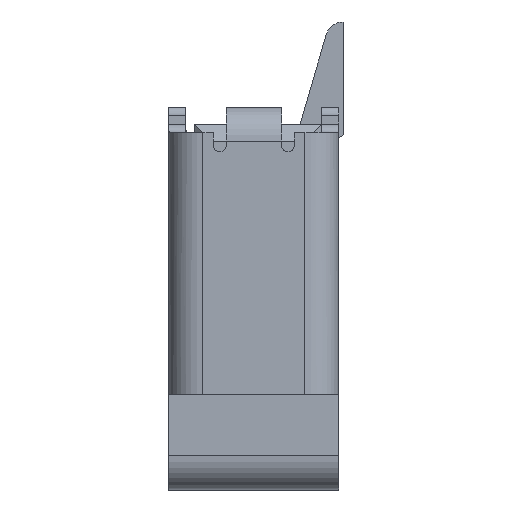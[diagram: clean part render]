
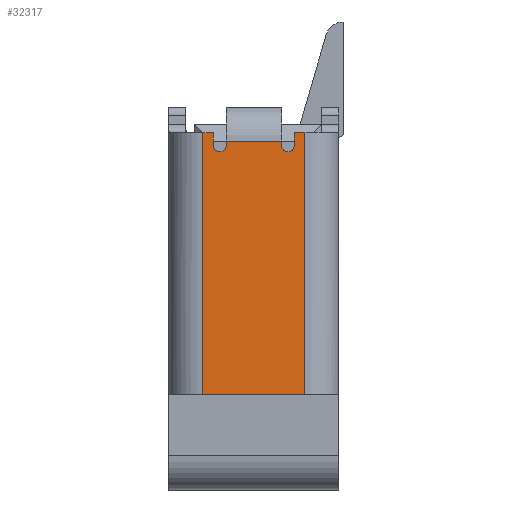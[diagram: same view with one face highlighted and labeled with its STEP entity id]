
A CAD part, left-side view. The second image highlights one B-rep face of the part: STEP entity #32317.
In plain terms, the highlighted planar face has unit normal (-1, 0, 0).
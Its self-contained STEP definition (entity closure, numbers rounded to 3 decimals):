
#847 = VECTOR ( 'NONE', #51258, 1000. ) ;
#984 = CARTESIAN_POINT ( 'NONE',  ( -14.675, 0.525, 0. ) ) ;
#1863 = ORIENTED_EDGE ( 'NONE', *, *, #25734, .F. ) ;
#1893 = CIRCLE ( 'NONE', #73112, 0.075 ) ;
#2103 = CARTESIAN_POINT ( 'NONE',  ( -14.675, 0.675, 1.85 ) ) ;
#3903 = VERTEX_POINT ( 'NONE', #111549 ) ;
#4040 = CARTESIAN_POINT ( 'NONE',  ( -14.675, 1.475, 1.8 ) ) ;
#4153 = EDGE_LOOP ( 'NONE', ( #83722, #52978, #53084, #74899, #22371, #94588, #1863, #83649, #103314, #46305, #21659, #66218 ) ) ;
#4308 = CARTESIAN_POINT ( 'NONE',  ( -14.675, 0.675, 1.8 ) ) ;
#5872 = VECTOR ( 'NONE', #20354, 1000. ) ;
#6137 = CARTESIAN_POINT ( 'NONE',  ( -14.675, 0.4, 1.95 ) ) ;
#6804 = VECTOR ( 'NONE', #59852, 1000. ) ;
#8355 = VECTOR ( 'NONE', #48746, 1000. ) ;
#8784 = VECTOR ( 'NONE', #46435, 1000. ) ;
#12213 = DIRECTION ( 'NONE',  ( 0., 1., 0. ) ) ;
#12880 = DIRECTION ( 'NONE',  ( 0., 0., 1. ) ) ;
#13345 = CARTESIAN_POINT ( 'NONE',  ( -14.675, 1.6, 1.95 ) ) ;
#13555 = AXIS2_PLACEMENT_3D ( 'NONE', #32552, #69017, #67864 ) ;
#14908 = VERTEX_POINT ( 'NONE', #69943 ) ;
#15841 = VERTEX_POINT ( 'NONE', #110653 ) ;
#17665 = AXIS2_PLACEMENT_3D ( 'NONE', #65403, #91384, #12213 ) ;
#19431 = CARTESIAN_POINT ( 'NONE',  ( -14.675, 0., -1.13 ) ) ;
#20354 = DIRECTION ( 'NONE',  ( 0., 0., 1. ) ) ;
#21659 = ORIENTED_EDGE ( 'NONE', *, *, #95951, .T. ) ;
#22371 = ORIENTED_EDGE ( 'NONE', *, *, #79134, .F. ) ;
#24720 = PLANE ( 'NONE',  #13555 ) ;
#25221 = CARTESIAN_POINT ( 'NONE',  ( -14.675, 1.6, -1.13 ) ) ;
#25734 = EDGE_CURVE ( 'NONE', #15841, #78632, #39492, .T. ) ;
#26952 = DIRECTION ( 'NONE',  ( 0., 1., 0. ) ) ;
#28773 = CARTESIAN_POINT ( 'NONE',  ( -14.675, 0.525, 1.95 ) ) ;
#30755 = CARTESIAN_POINT ( 'NONE',  ( -14.675, 1.325, 0. ) ) ;
#32053 = CARTESIAN_POINT ( 'NONE',  ( -14.675, 0.6, 1.8 ) ) ;
#32317 = ADVANCED_FACE ( 'NONE', ( #59091 ), #24720, .F. ) ;
#32418 = DIRECTION ( 'NONE',  ( 0., 1., 0. ) ) ;
#32552 = CARTESIAN_POINT ( 'NONE',  ( -14.675, 0., 0. ) ) ;
#34136 = CIRCLE ( 'NONE', #17665, 0.075 ) ;
#39492 = LINE ( 'NONE', #75350, #58949 ) ;
#44474 = EDGE_CURVE ( 'NONE', #114190, #44482, #70883, .T. ) ;
#44482 = VERTEX_POINT ( 'NONE', #101801 ) ;
#45008 = EDGE_CURVE ( 'NONE', #114190, #113712, #88946, .T. ) ;
#45831 = EDGE_CURVE ( 'NONE', #53031, #59792, #115158, .T. ) ;
#46305 = ORIENTED_EDGE ( 'NONE', *, *, #45008, .T. ) ;
#46435 = DIRECTION ( 'NONE',  ( 0., 1., 0. ) ) ;
#46685 = DIRECTION ( 'NONE',  ( 0., -1., 0. ) ) ;
#47084 = CARTESIAN_POINT ( 'NONE',  ( -14.675, 0.675, 1.85 ) ) ;
#48746 = DIRECTION ( 'NONE',  ( 0., 0., 1. ) ) ;
#51258 = DIRECTION ( 'NONE',  ( 0., 1., 0. ) ) ;
#51901 = CARTESIAN_POINT ( 'NONE',  ( -14.675, 0., 1.95 ) ) ;
#52088 = EDGE_CURVE ( 'NONE', #114592, #104148, #110146, .T. ) ;
#52128 = LINE ( 'NONE', #6137, #103481 ) ;
#52978 = ORIENTED_EDGE ( 'NONE', *, *, #92165, .F. ) ;
#53031 = VERTEX_POINT ( 'NONE', #47084 ) ;
#53084 = ORIENTED_EDGE ( 'NONE', *, *, #45831, .F. ) ;
#53699 = VERTEX_POINT ( 'NONE', #74433 ) ;
#55957 = VECTOR ( 'NONE', #26952, 1000. ) ;
#58949 = VECTOR ( 'NONE', #84301, 1000. ) ;
#59091 = FACE_OUTER_BOUND ( 'NONE', #4153, .T. ) ;
#59792 = VERTEX_POINT ( 'NONE', #4308 ) ;
#59852 = DIRECTION ( 'NONE',  ( 0., 0., -1. ) ) ;
#63969 = VECTOR ( 'NONE', #46685, 1000. ) ;
#64810 = CARTESIAN_POINT ( 'NONE',  ( -14.675, 0.4, 1.95 ) ) ;
#65403 = CARTESIAN_POINT ( 'NONE',  ( -14.675, 1.4, 1.8 ) ) ;
#66218 = ORIENTED_EDGE ( 'NONE', *, *, #52088, .T. ) ;
#67295 = CARTESIAN_POINT ( 'NONE',  ( -14.675, 0.675, 0. ) ) ;
#67864 = DIRECTION ( 'NONE',  ( 0., 1., 0. ) ) ;
#69017 = DIRECTION ( 'NONE',  ( 1., 0., 0. ) ) ;
#69943 = CARTESIAN_POINT ( 'NONE',  ( -14.675, 0.525, 1.8 ) ) ;
#70690 = EDGE_CURVE ( 'NONE', #14908, #104148, #78098, .T. ) ;
#70883 = LINE ( 'NONE', #13345, #8355 ) ;
#73112 = AXIS2_PLACEMENT_3D ( 'NONE', #32053, #94095, #32418 ) ;
#74433 = CARTESIAN_POINT ( 'NONE',  ( -14.675, 1.325, 1.85 ) ) ;
#74899 = ORIENTED_EDGE ( 'NONE', *, *, #76805, .T. ) ;
#75350 = CARTESIAN_POINT ( 'NONE',  ( -14.675, 1.475, 0. ) ) ;
#76805 = EDGE_CURVE ( 'NONE', #53031, #53699, #76900, .T. ) ;
#76854 = DIRECTION ( 'NONE',  ( 0., 0., 1. ) ) ;
#76900 = LINE ( 'NONE', #2103, #8784 ) ;
#78098 = LINE ( 'NONE', #984, #5872 ) ;
#78632 = VERTEX_POINT ( 'NONE', #4040 ) ;
#79134 = EDGE_CURVE ( 'NONE', #3903, #53699, #112299, .T. ) ;
#83649 = ORIENTED_EDGE ( 'NONE', *, *, #101142, .T. ) ;
#83722 = ORIENTED_EDGE ( 'NONE', *, *, #70690, .F. ) ;
#84301 = DIRECTION ( 'NONE',  ( 0., 0., -1. ) ) ;
#87555 = CARTESIAN_POINT ( 'NONE',  ( -14.675, 0.4, -1.13 ) ) ;
#88946 = LINE ( 'NONE', #19431, #63969 ) ;
#90987 = EDGE_CURVE ( 'NONE', #78632, #3903, #34136, .T. ) ;
#91384 = DIRECTION ( 'NONE',  ( -1., 0., 0. ) ) ;
#92165 = EDGE_CURVE ( 'NONE', #59792, #14908, #1893, .T. ) ;
#92518 = LINE ( 'NONE', #104329, #847 ) ;
#94095 = DIRECTION ( 'NONE',  ( -1., 0., 0. ) ) ;
#94588 = ORIENTED_EDGE ( 'NONE', *, *, #90987, .F. ) ;
#95951 = EDGE_CURVE ( 'NONE', #113712, #114592, #52128, .T. ) ;
#101142 = EDGE_CURVE ( 'NONE', #15841, #44482, #92518, .T. ) ;
#101801 = CARTESIAN_POINT ( 'NONE',  ( -14.675, 1.6, 1.95 ) ) ;
#103314 = ORIENTED_EDGE ( 'NONE', *, *, #44474, .F. ) ;
#103481 = VECTOR ( 'NONE', #76854, 1000. ) ;
#103958 = VECTOR ( 'NONE', #12880, 1000. ) ;
#104148 = VERTEX_POINT ( 'NONE', #28773 ) ;
#104329 = CARTESIAN_POINT ( 'NONE',  ( -14.675, 0., 1.95 ) ) ;
#110146 = LINE ( 'NONE', #51901, #55957 ) ;
#110653 = CARTESIAN_POINT ( 'NONE',  ( -14.675, 1.475, 1.95 ) ) ;
#111549 = CARTESIAN_POINT ( 'NONE',  ( -14.675, 1.325, 1.8 ) ) ;
#112299 = LINE ( 'NONE', #30755, #103958 ) ;
#113712 = VERTEX_POINT ( 'NONE', #87555 ) ;
#114190 = VERTEX_POINT ( 'NONE', #25221 ) ;
#114592 = VERTEX_POINT ( 'NONE', #64810 ) ;
#115158 = LINE ( 'NONE', #67295, #6804 ) ;
